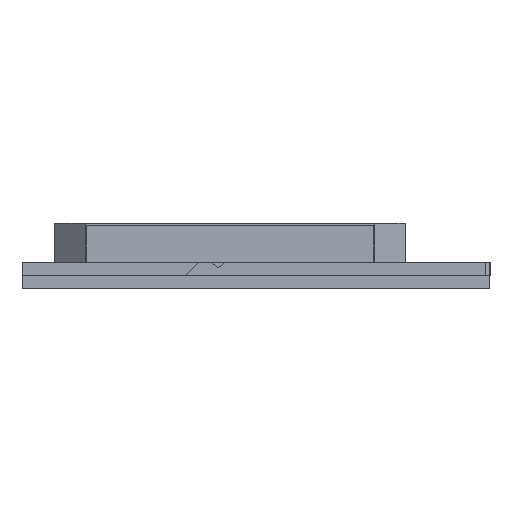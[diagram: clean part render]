
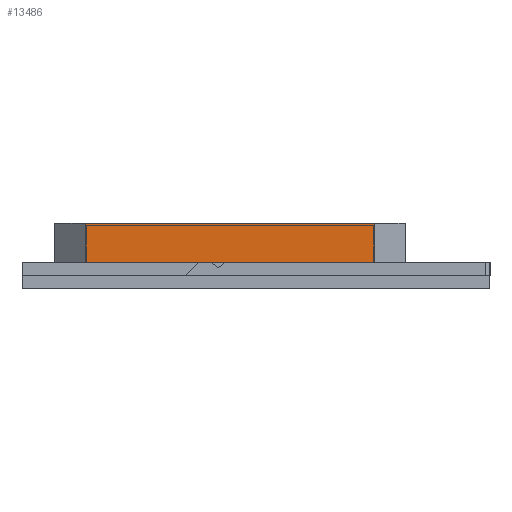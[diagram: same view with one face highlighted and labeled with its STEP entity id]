
A CAD part, left-side view. The second image highlights one B-rep face of the part: STEP entity #13486.
In plain terms, the highlighted planar face has unit normal (-1, 0, 0).
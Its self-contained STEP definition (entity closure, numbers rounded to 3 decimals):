
#3686=ORIENTED_EDGE('',*,*,#6436,.T.);
#3687=ORIENTED_EDGE('',*,*,#6241,.T.);
#3688=ORIENTED_EDGE('',*,*,#6437,.F.);
#3689=ORIENTED_EDGE('',*,*,#6239,.T.);
#6239=EDGE_CURVE('',#7649,#7652,#8775,.T.);
#6241=EDGE_CURVE('',#7655,#7653,#8777,.T.);
#6436=EDGE_CURVE('',#7652,#7655,#8782,.T.);
#6437=EDGE_CURVE('',#7649,#7653,#8783,.T.);
#7649=VERTEX_POINT('',#23407);
#7652=VERTEX_POINT('',#23412);
#7653=VERTEX_POINT('',#23416);
#7655=VERTEX_POINT('',#23419);
#8775=LINE('',#23413,#9578);
#8777=LINE('',#23418,#9580);
#8782=LINE('',#23997,#9585);
#8783=LINE('',#23998,#9586);
#9578=VECTOR('',#16459,1000.);
#9580=VECTOR('',#16463,1000.);
#9585=VECTOR('',#17232,1000.);
#9586=VECTOR('',#17233,1000.);
#10466=EDGE_LOOP('',(#3686,#3687,#3688,#3689));
#11795=FACE_BOUND('',#10466,.T.);
#12702=PLANE('',#14570);
#13486=ADVANCED_FACE('',(#11795),#12702,.F.);
#14570=AXIS2_PLACEMENT_3D('',#23996,#17230,#17231);
#16459=DIRECTION('',(0.,0.,-1.));
#16463=DIRECTION('',(0.,0.,1.));
#17230=DIRECTION('',(1.,0.,0.));
#17231=DIRECTION('',(0.,1.,0.));
#17232=DIRECTION('',(0.,-1.,0.));
#17233=DIRECTION('',(0.,-1.,0.));
#23407=CARTESIAN_POINT('',(-61.38,33.24,14.6));
#23412=CARTESIAN_POINT('',(-61.38,33.24,2.5));
#23413=CARTESIAN_POINT('',(-61.38,33.24,14.6));
#23416=CARTESIAN_POINT('',(-61.38,-33.24,14.6));
#23418=CARTESIAN_POINT('',(-61.38,-33.24,14.6));
#23419=CARTESIAN_POINT('',(-61.38,-33.24,2.5));
#23996=CARTESIAN_POINT('',(-61.38,0.,14.6));
#23997=CARTESIAN_POINT('',(-61.38,0.,2.5));
#23998=CARTESIAN_POINT('',(-61.38,0.,14.6));
